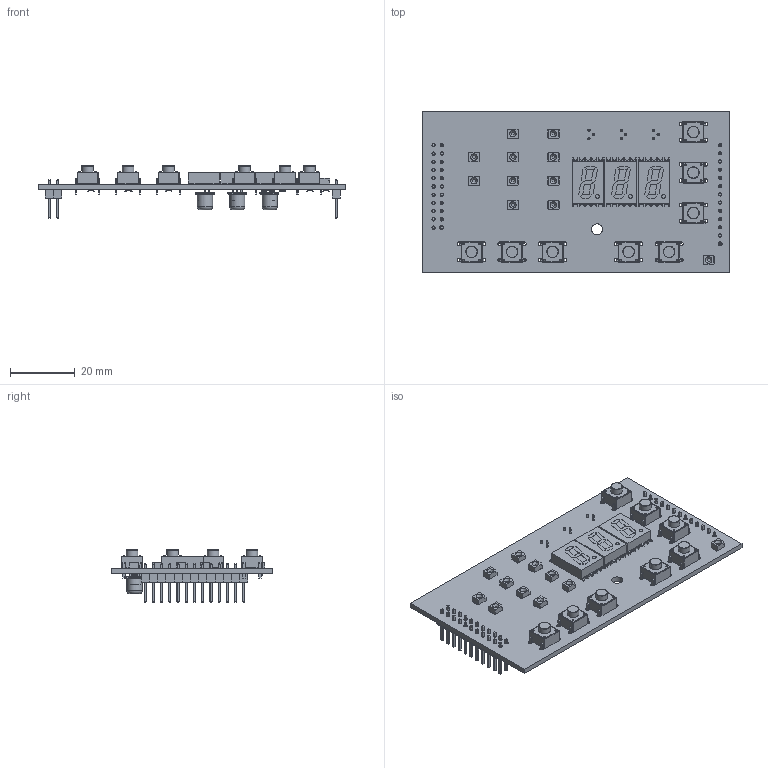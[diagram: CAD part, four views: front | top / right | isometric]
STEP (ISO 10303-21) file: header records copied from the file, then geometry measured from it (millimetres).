
FILE_DESCRIPTION(('STEP AP214'), '1');
FILE_NAME('Indication_module_1', '2019-10-22T06:14:04', ('UNSPECIFIED'), ('UNSPECIFIED'), 'ASCON STEP Converter 1.3', 'ASCON Math Kernel', '');
FILE_SCHEMA(('AUTOMOTIVE_DESIGN { 1 0 10303 214 3 1 1}'));
Length unit declared in the file: millimetre
Products named in the file (16): Open CASCADE STEP translator 6.9 1; SNP346-13VP21-1; COMPOUND; SNP346-22VP21-2; Package_TTO-18_KT1; Res_0805; SOLID; Indicator_IPC52A91; KIPD86; Button_VKN-1
Assembly tree (57 placements, depth 3):
  Open CASCADE STEP translator 6.9 1
    SNP346-13VP21-1
      COMPOUND
    SNP346-22VP21-2
      COMPOUND
    Package_TTO-18_KT1  x3
      COMPOUND
    Res_0805  x22
      SOLID
    Indicator_IPC52A91  x3
      SOLID
    KIPD86  x11
      SOLID
    Button_VKN-1  x8
      SOLID
    COMPOUND
Bounding box: 95 x 50 x 16.15 mm (x, y, z)
Volume: 11384.8 mm3; surface area: 17485.9 mm2
Topology: 92 solids, 95 shells, 2772 faces, 6536 edges, 4115 vertices
Faces by surface type: plane 2284, cylinder 318, torus 86, sphere 38, revolution 32, cone 11, bspline 3
Full cylindrical faces by diameter (mm): 0.4 x18, 0.7 x9, 1 x39, 1.2 x37, 3.4 x1, 3.6 x8, 3.85 x6, 4.25 x3, 4.3 x3, 4.7 x3, 5.6 x3
Entity records: 49062 total; most frequent: CARTESIAN_POINT 8317, DIRECTION 5675, ORIENTED_EDGE 5546, EDGE_CURVE 2774, LINE 2439, VECTOR 2439, VERTEX_POINT 1804, EDGE_LOOP 1649
